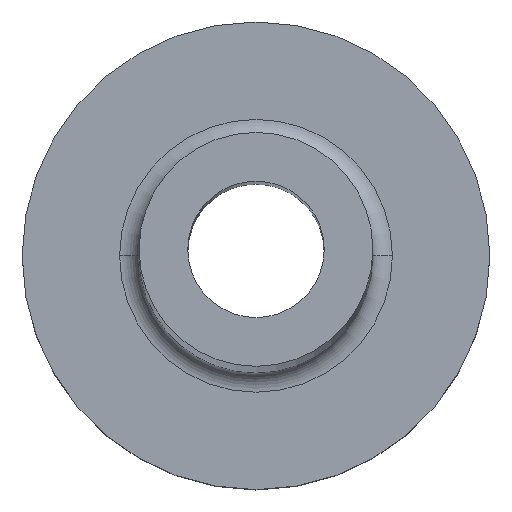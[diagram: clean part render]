
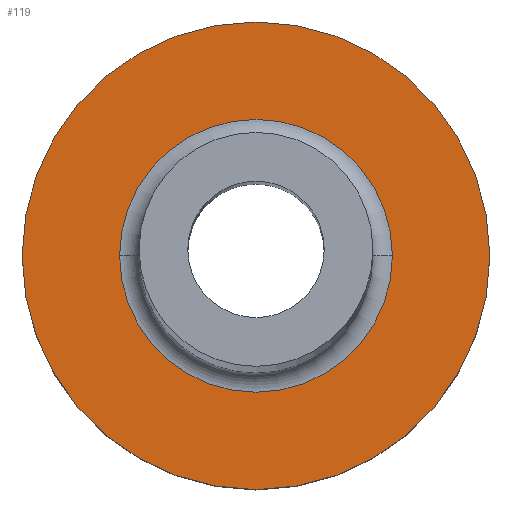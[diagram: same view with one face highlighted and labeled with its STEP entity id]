
A CAD part, top view. The second image highlights one B-rep face of the part: STEP entity #119.
In plain terms, the highlighted planar face has unit normal (0, 0, 1).
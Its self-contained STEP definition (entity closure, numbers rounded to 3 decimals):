
#13 = CIRCLE ( 'NONE', #260, 6. ) ;
#29 = CARTESIAN_POINT ( 'NONE',  ( 0., 0., 5. ) ) ;
#33 = VERTEX_POINT ( 'NONE', #294 ) ;
#35 = EDGE_CURVE ( 'NONE', #33, #72, #13, .T. ) ;
#43 = EDGE_CURVE ( 'NONE', #73, #88, #191, .T. ) ;
#53 = DIRECTION ( 'NONE',  ( 0., 0., -1. ) ) ;
#66 = CARTESIAN_POINT ( 'NONE',  ( 0., 0., 5. ) ) ;
#72 = VERTEX_POINT ( 'NONE', #83 ) ;
#73 = VERTEX_POINT ( 'NONE', #334 ) ;
#74 = ORIENTED_EDGE ( 'NONE', *, *, #239, .T. ) ;
#82 = CIRCLE ( 'NONE', #376, 6. ) ;
#83 = CARTESIAN_POINT ( 'NONE',  ( 6., 0., 5. ) ) ;
#88 = VERTEX_POINT ( 'NONE', #436 ) ;
#108 = DIRECTION ( 'NONE',  ( 1., 0., 0. ) ) ;
#115 = PLANE ( 'NONE',  #255 ) ;
#119 = ADVANCED_FACE ( 'NONE', ( #438, #194 ), #115, .T. ) ;
#121 = DIRECTION ( 'NONE',  ( 1., 0., 0. ) ) ;
#131 = ORIENTED_EDGE ( 'NONE', *, *, #35, .T. ) ;
#141 = DIRECTION ( 'NONE',  ( 1., 0., 0. ) ) ;
#179 = DIRECTION ( 'NONE',  ( 0., 0., 1. ) ) ;
#184 = CARTESIAN_POINT ( 'NONE',  ( 0., 0., 5. ) ) ;
#191 = CIRCLE ( 'NONE', #406, 3.5 ) ;
#194 = FACE_OUTER_BOUND ( 'NONE', #213, .T. ) ;
#195 = DIRECTION ( 'NONE',  ( 0., 0., 1. ) ) ;
#213 = EDGE_LOOP ( 'NONE', ( #131, #281 ) ) ;
#215 = ORIENTED_EDGE ( 'NONE', *, *, #43, .T. ) ;
#239 = EDGE_CURVE ( 'NONE', #88, #73, #240, .T. ) ;
#240 = CIRCLE ( 'NONE', #337, 3.5 ) ;
#255 = AXIS2_PLACEMENT_3D ( 'NONE', #402, #195, #408 ) ;
#259 = DIRECTION ( 'NONE',  ( 0., 0., -1. ) ) ;
#260 = AXIS2_PLACEMENT_3D ( 'NONE', #184, #429, #108 ) ;
#281 = ORIENTED_EDGE ( 'NONE', *, *, #422, .T. ) ;
#294 = CARTESIAN_POINT ( 'NONE',  ( -6., 0., 5. ) ) ;
#334 = CARTESIAN_POINT ( 'NONE',  ( 3.5, 0., 5. ) ) ;
#337 = AXIS2_PLACEMENT_3D ( 'NONE', #416, #53, #121 ) ;
#376 = AXIS2_PLACEMENT_3D ( 'NONE', #66, #179, #460 ) ;
#402 = CARTESIAN_POINT ( 'NONE',  ( 0., 0., 5. ) ) ;
#406 = AXIS2_PLACEMENT_3D ( 'NONE', #29, #259, #141 ) ;
#408 = DIRECTION ( 'NONE',  ( 1., 0., 0. ) ) ;
#416 = CARTESIAN_POINT ( 'NONE',  ( 0., 0., 5. ) ) ;
#422 = EDGE_CURVE ( 'NONE', #72, #33, #82, .T. ) ;
#429 = DIRECTION ( 'NONE',  ( 0., 0., 1. ) ) ;
#436 = CARTESIAN_POINT ( 'NONE',  ( -3.5, 0., 5. ) ) ;
#438 = FACE_BOUND ( 'NONE', #451, .T. ) ;
#451 = EDGE_LOOP ( 'NONE', ( #215, #74 ) ) ;
#460 = DIRECTION ( 'NONE',  ( 1., 0., 0. ) ) ;
